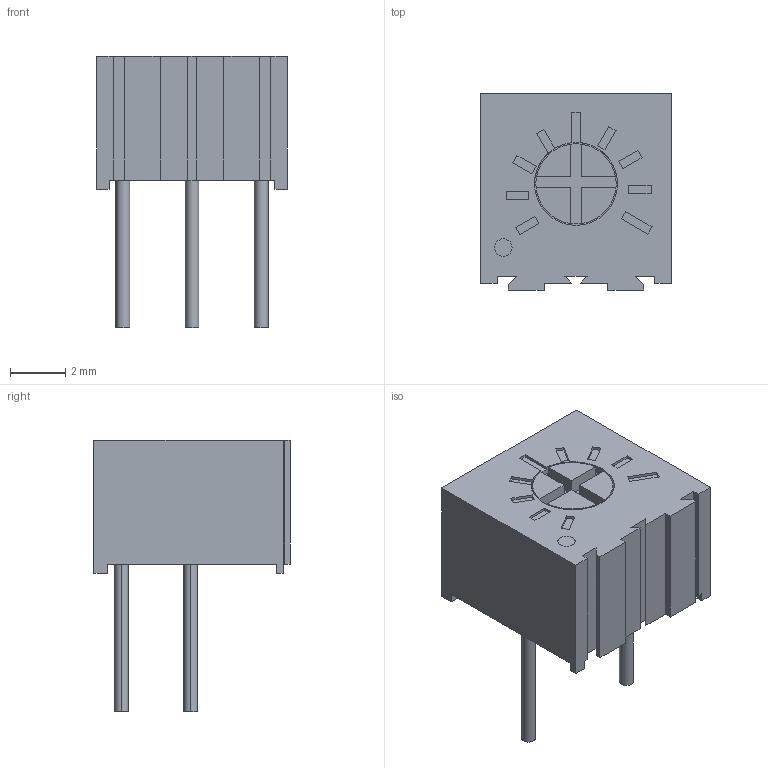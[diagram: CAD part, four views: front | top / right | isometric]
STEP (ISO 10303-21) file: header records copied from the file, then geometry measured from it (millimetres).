
FILE_DESCRIPTION (( 'STEP AP214' ), '1' );
FILE_NAME ('RES-TH_3362P-1-203.step', '2022-07-28T09:06:32', ( '' ), ( '' ), 'SwSTEP 2.0', 'SolidWorks 2020', '' );
FILE_SCHEMA (( 'AUTOMOTIVE_DESIGN' ));
Length unit declared in the file: millimetre
Products named in the file (1): RES-TH_3362P-1-203
Bounding box: 6.9 x 7.1 x 9.8 mm (x, y, z)
Volume: 214 mm3; surface area: 276.8 mm2
Topology: 1 solids, 1 shells, 341 faces, 913 edges, 606 vertices
Faces by surface type: plane 224, bspline 98, cylinder 19
Entity records: 14842 total; most frequent: CARTESIAN_POINT 3167, ORIENTED_EDGE 1826, DIRECTION 1243, EDGE_CURVE 913, VECTOR 671, LINE 671, VERTEX_POINT 606, EDGE_LOOP 373
